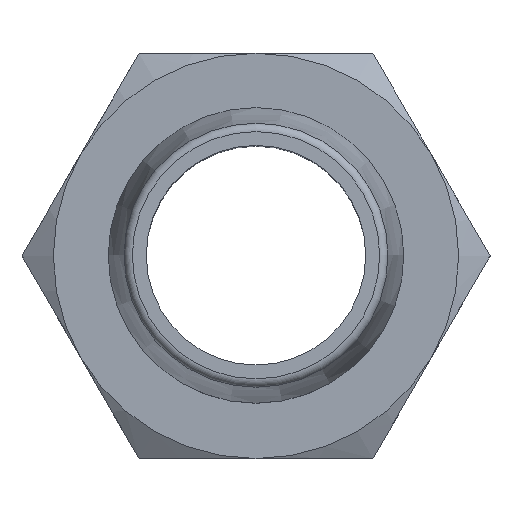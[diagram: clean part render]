
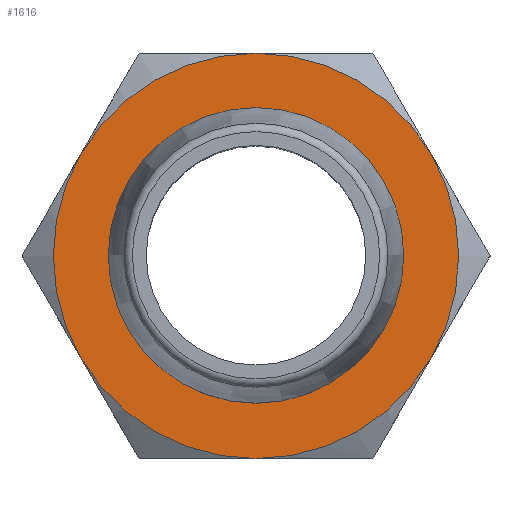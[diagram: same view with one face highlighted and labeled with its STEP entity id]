
A CAD part, top view. The second image highlights one B-rep face of the part: STEP entity #1616.
In plain terms, the highlighted face is planar.
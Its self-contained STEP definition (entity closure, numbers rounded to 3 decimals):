
#733=PLANE('',#1524);
#768=ORIENTED_EDGE('',*,*,#961,.F.);
#769=ORIENTED_EDGE('',*,*,#962,.F.);
#770=ORIENTED_EDGE('',*,*,#963,.F.);
#771=ORIENTED_EDGE('',*,*,#964,.F.);
#772=ORIENTED_EDGE('',*,*,#965,.F.);
#773=ORIENTED_EDGE('',*,*,#966,.F.);
#774=ORIENTED_EDGE('',*,*,#960,.F.);
#882=CIRCLE('',#1523,7.75);
#883=CIRCLE('',#1525,12.);
#884=CIRCLE('',#1526,12.);
#885=CIRCLE('',#1527,12.);
#886=CIRCLE('',#1528,12.);
#887=CIRCLE('',#1529,12.);
#888=CIRCLE('',#1530,12.);
#915=VERTEX_POINT('',#1384);
#916=VERTEX_POINT('',#1387);
#917=VERTEX_POINT('',#1388);
#918=VERTEX_POINT('',#1390);
#919=VERTEX_POINT('',#1392);
#920=VERTEX_POINT('',#1394);
#921=VERTEX_POINT('',#1396);
#960=EDGE_CURVE('',#915,#915,#882,.T.);
#961=EDGE_CURVE('',#916,#917,#883,.T.);
#962=EDGE_CURVE('',#918,#916,#884,.T.);
#963=EDGE_CURVE('',#919,#918,#885,.T.);
#964=EDGE_CURVE('',#920,#919,#886,.T.);
#965=EDGE_CURVE('',#921,#920,#887,.T.);
#966=EDGE_CURVE('',#917,#921,#888,.T.);
#1035=EDGE_LOOP('',(#768,#769,#770,#771,#772,#773));
#1036=EDGE_LOOP('',(#774));
#1097=FACE_BOUND('',#1035,.T.);
#1098=FACE_BOUND('',#1036,.T.);
#1187=DIRECTION('',(0.,1.,0.));
#1188=DIRECTION('',(7.75,0.,0.));
#1189=DIRECTION('',(0.,1.,0.));
#1190=DIRECTION('',(1.,0.,0.));
#1191=DIRECTION('',(0.,-1.,0.));
#1192=DIRECTION('',(0.,0.,12.));
#1193=DIRECTION('',(0.,-1.,0.));
#1194=DIRECTION('',(0.,0.,12.));
#1195=DIRECTION('',(0.,-1.,0.));
#1196=DIRECTION('',(0.,0.,12.));
#1197=DIRECTION('',(0.,-1.,0.));
#1198=DIRECTION('',(0.,0.,12.));
#1199=DIRECTION('',(0.,-1.,0.));
#1200=DIRECTION('',(0.,0.,12.));
#1201=DIRECTION('',(0.,-1.,0.));
#1202=DIRECTION('',(0.,0.,12.));
#1384=CARTESIAN_POINT('',(35.379,40.25,0.));
#1385=CARTESIAN_POINT('',(27.629,40.25,0.));
#1386=CARTESIAN_POINT('',(27.629,40.25,12.));
#1387=CARTESIAN_POINT('',(27.629,40.25,12.));
#1388=CARTESIAN_POINT('',(17.237,40.25,6.));
#1389=CARTESIAN_POINT('',(27.629,40.25,0.));
#1390=CARTESIAN_POINT('',(38.021,40.25,6.));
#1391=CARTESIAN_POINT('',(27.629,40.25,0.));
#1392=CARTESIAN_POINT('',(38.021,40.25,-6.));
#1393=CARTESIAN_POINT('',(27.629,40.25,0.));
#1394=CARTESIAN_POINT('',(27.629,40.25,-12.));
#1395=CARTESIAN_POINT('',(27.629,40.25,0.));
#1396=CARTESIAN_POINT('',(17.237,40.25,-6.));
#1397=CARTESIAN_POINT('',(27.629,40.25,0.));
#1398=CARTESIAN_POINT('',(27.629,40.25,0.));
#1523=AXIS2_PLACEMENT_3D('',#1385,#1187,#1188);
#1524=AXIS2_PLACEMENT_3D('',#1386,#1189,#1190);
#1525=AXIS2_PLACEMENT_3D('',#1389,#1191,#1192);
#1526=AXIS2_PLACEMENT_3D('',#1391,#1193,#1194);
#1527=AXIS2_PLACEMENT_3D('',#1393,#1195,#1196);
#1528=AXIS2_PLACEMENT_3D('',#1395,#1197,#1198);
#1529=AXIS2_PLACEMENT_3D('',#1397,#1199,#1200);
#1530=AXIS2_PLACEMENT_3D('',#1398,#1201,#1202);
#1616=ADVANCED_FACE('',(#1097,#1098),#733,.T.);
